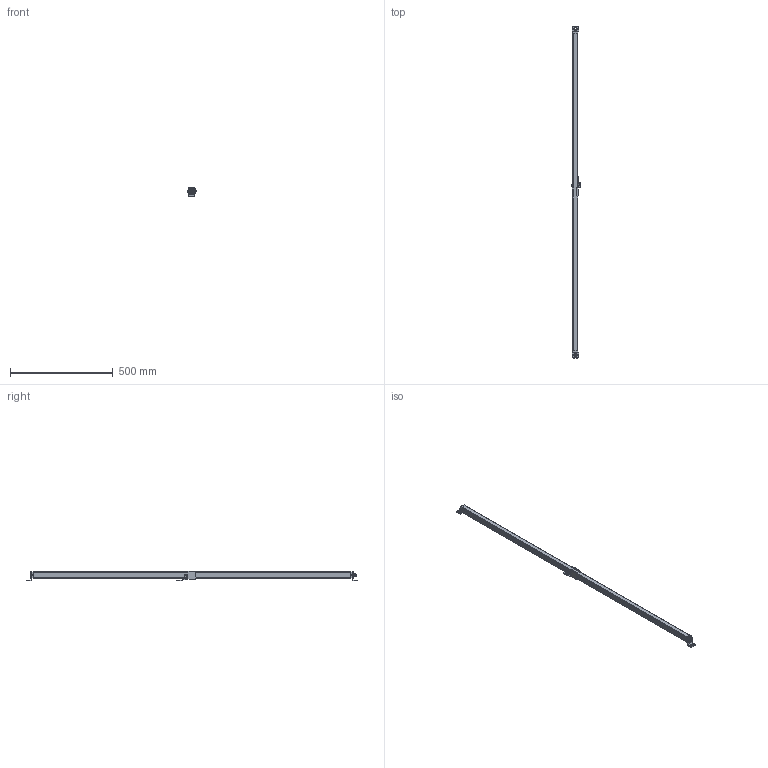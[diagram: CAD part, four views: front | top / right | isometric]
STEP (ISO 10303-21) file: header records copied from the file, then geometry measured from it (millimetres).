
FILE_DESCRIPTION((''),'2;1');
FILE_NAME('139574_ASM','2016-02-04T',('pdmadmin'),(''),'PRO/ENGINEER BY PARAMETRIC TECHNOLOGY CORPORATION, 2013230','PRO/ENGINEER BY PARAMETRIC TECHNOLOGY CORPORATION, 2013230','');
FILE_SCHEMA(('CONFIG_CONTROL_DESIGN'));
Length unit declared in the file: inch
Products named in the file (23): 119675; 119687; 119518_ASM; 117987_AF0; 117987_INSERT; 117987_ASM; 63529; 117992; 116776; EZ-SCREEN_TYPE2_QD_ENDCAP_ASM; 118515_AF2; 122167; 117986_AF0; 117986_ASM; 118515_AF3; 46543; 48461; 46544; 51216; 49550_AF0; 51891_ASM; 51215; 139574_ASM
Assembly tree (34 placements, depth 4):
  139574_ASM
    119518_ASM
      119675
      119687
    EZ-SCREEN_TYPE2_QD_ENDCAP_ASM
      117987_ASM
        117987_AF0
        117987_INSERT  x2
      63529
      117992
      116776  x2
    118515_AF2
    122167  x4
    117986_ASM
      117986_AF0
      117987_INSERT  x2
    118515_AF3
    46543
    48461  x2
    46544  x5
    51891_ASM
      51216
      49550_AF0
    51215
Bounding box: 45.47 x 1617.1 x 44.92 mm (x, y, z)
Volume: 408011.7 mm3; surface area: 441303.1 mm2
Topology: 33 solids, 40 shells, 2407 faces, 6261 edges, 3966 vertices
Faces by surface type: cylinder 1052, plane 999, bspline 113, torus 100, sphere 92, cone 51
Entity records: 58287 total; most frequent: CARTESIAN_POINT 17079, DIRECTION 8650, ORIENTED_EDGE 8486, EDGE_CURVE 4251, AXIS2_PLACEMENT_3D 3026, VERTEX_POINT 2721, VECTOR 2598, LINE 2598
